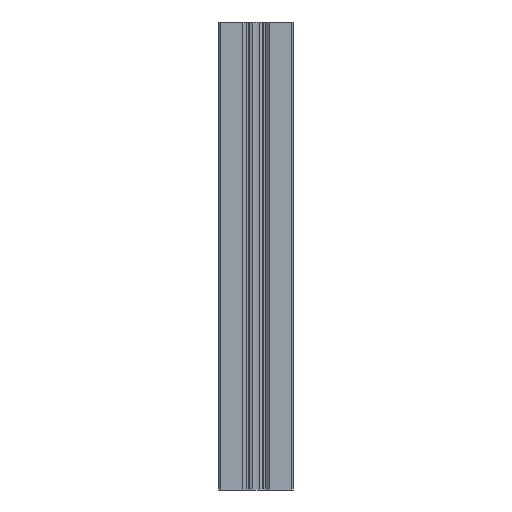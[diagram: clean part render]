
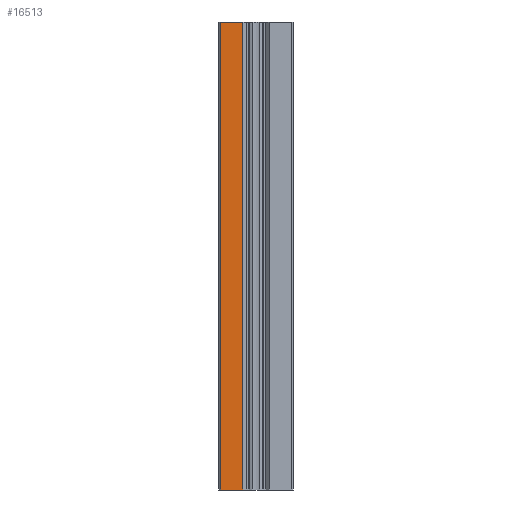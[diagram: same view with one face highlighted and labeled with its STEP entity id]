
A CAD part, left-side view. The second image highlights one B-rep face of the part: STEP entity #16513.
In plain terms, the highlighted planar face has unit normal (-1, 0, 0).
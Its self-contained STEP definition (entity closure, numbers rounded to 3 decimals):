
#292 = EDGE_CURVE ( 'NONE', #9253, #7002, #1920, .T. ) ;
#1920 = LINE ( 'NONE', #13431, #15167 ) ;
#2135 = AXIS2_PLACEMENT_3D ( 'NONE', #4875, #10595, #16219 ) ;
#2603 = CARTESIAN_POINT ( 'NONE',  ( -20., 18.94, 0. ) ) ;
#2700 = ORIENTED_EDGE ( 'NONE', *, *, #14860, .T. ) ;
#3173 = CARTESIAN_POINT ( 'NONE',  ( -20., 7., 250. ) ) ;
#3441 = DIRECTION ( 'NONE',  ( 0., 1., 0. ) ) ;
#4396 = CARTESIAN_POINT ( 'NONE',  ( -20., 18.94, 0. ) ) ;
#4875 = CARTESIAN_POINT ( 'NONE',  ( -20., 0., 250. ) ) ;
#5163 = LINE ( 'NONE', #6782, #7289 ) ;
#5696 = VECTOR ( 'NONE', #15950, 1000. ) ;
#6432 = ORIENTED_EDGE ( 'NONE', *, *, #292, .F. ) ;
#6782 = CARTESIAN_POINT ( 'NONE',  ( -20., 7., 0. ) ) ;
#7002 = VERTEX_POINT ( 'NONE', #4396 ) ;
#7289 = VECTOR ( 'NONE', #10890, 1000. ) ;
#9253 = VERTEX_POINT ( 'NONE', #16584 ) ;
#10145 = LINE ( 'NONE', #11956, #5696 ) ;
#10413 = FACE_OUTER_BOUND ( 'NONE', #12684, .T. ) ;
#10595 = DIRECTION ( 'NONE',  ( -1., 0., 0. ) ) ;
#10890 = DIRECTION ( 'NONE',  ( 0., 0., 1. ) ) ;
#11414 = VERTEX_POINT ( 'NONE', #17875 ) ;
#11669 = EDGE_CURVE ( 'NONE', #16538, #11414, #10145, .T. ) ;
#11939 = PLANE ( 'NONE',  #2135 ) ;
#11956 = CARTESIAN_POINT ( 'NONE',  ( -20., 0., 250. ) ) ;
#12684 = EDGE_LOOP ( 'NONE', ( #14524, #15435, #2700, #6432 ) ) ;
#13431 = CARTESIAN_POINT ( 'NONE',  ( -20., 0., 0. ) ) ;
#13634 = VECTOR ( 'NONE', #14304, 1000. ) ;
#14304 = DIRECTION ( 'NONE',  ( 0., 0., -1. ) ) ;
#14524 = ORIENTED_EDGE ( 'NONE', *, *, #17738, .T. ) ;
#14860 = EDGE_CURVE ( 'NONE', #11414, #7002, #18421, .T. ) ;
#15167 = VECTOR ( 'NONE', #3441, 1000. ) ;
#15435 = ORIENTED_EDGE ( 'NONE', *, *, #11669, .T. ) ;
#15950 = DIRECTION ( 'NONE',  ( 0., 1., 0. ) ) ;
#16219 = DIRECTION ( 'NONE',  ( 0., 0., 1. ) ) ;
#16513 = ADVANCED_FACE ( 'NONE', ( #10413 ), #11939, .T. ) ;
#16538 = VERTEX_POINT ( 'NONE', #3173 ) ;
#16584 = CARTESIAN_POINT ( 'NONE',  ( -20., 7., 0. ) ) ;
#17738 = EDGE_CURVE ( 'NONE', #9253, #16538, #5163, .T. ) ;
#17875 = CARTESIAN_POINT ( 'NONE',  ( -20., 18.94, 250. ) ) ;
#18421 = LINE ( 'NONE', #2603, #13634 ) ;
